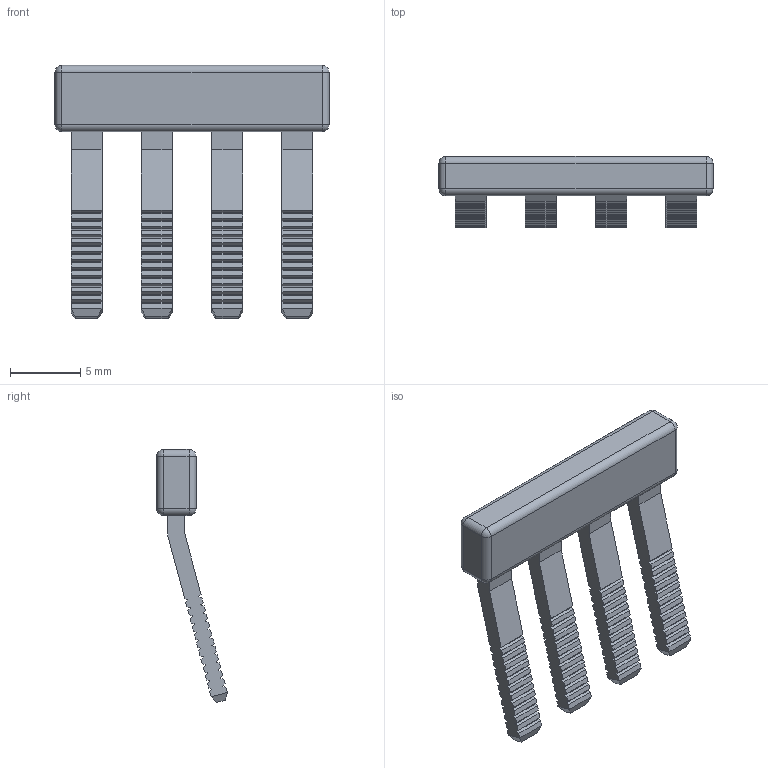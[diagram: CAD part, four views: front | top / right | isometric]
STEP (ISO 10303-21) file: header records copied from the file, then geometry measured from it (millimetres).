
FILE_DESCRIPTION (( 'STEP AP203' ), '1' );
FILE_NAME ('YCT10-00-K03-002-EC-4P Ïåðåìû÷êà ãðåáåí÷àòàÿ äëÿ êîëîäêè êëåììíîé CTS 2,5ìì2 4PIN IEK.STEP', '2025-03-17T11:24:59', ( '' ), ( '' ), 'SwSTEP 2.0', 'SolidWorks 2022', '' );
FILE_SCHEMA (( 'CONFIG_CONTROL_DESIGN' ));
Length unit declared in the file: millimetre
Products named in the file (1): YCT10-00-K03-002-EC-4P Перемычка гребенчатая для колодки клеммной CTS 2,5мм2 4PIN IEK
Bounding box: 19.5 x 5.02 x 18 mm (x, y, z)
Volume: 387.4 mm3; surface area: 701.8 mm2
Topology: 1 solids, 1 shells, 454 faces, 1312 edges, 856 vertices
Faces by surface type: plane 338, cylinder 108, sphere 8
Entity records: 14781 total; most frequent: CARTESIAN_POINT 2615, ORIENTED_EDGE 2608, DIRECTION 2430, EDGE_CURVE 1304, VECTOR 1088, LINE 1088, VERTEX_POINT 856, AXIS2_PLACEMENT_3D 671
